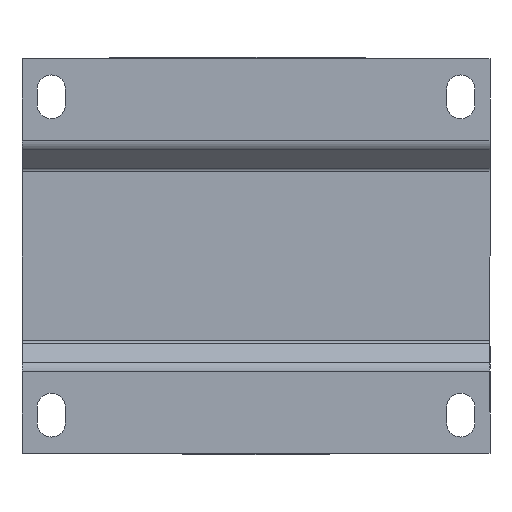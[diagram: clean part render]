
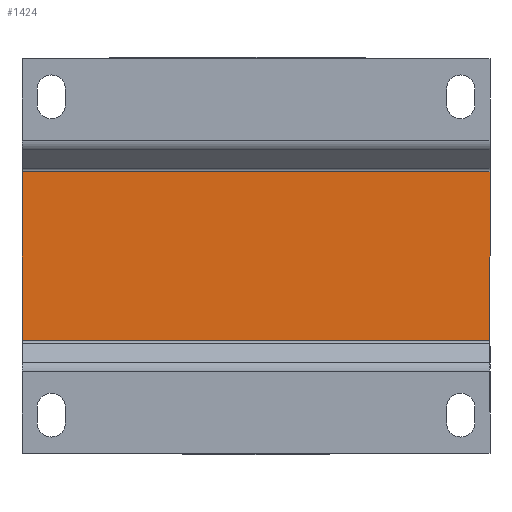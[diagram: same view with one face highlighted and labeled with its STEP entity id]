
A CAD part, front view. The second image highlights one B-rep face of the part: STEP entity #1424.
In plain terms, the highlighted planar face has unit normal (0, -1, 0).
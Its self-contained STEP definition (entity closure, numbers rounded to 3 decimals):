
#20 = LINE ( 'NONE', #7022, #4794 ) ;
#227 = CARTESIAN_POINT ( 'NONE',  ( 48., -41.5, 17.25 ) ) ;
#266 = VECTOR ( 'NONE', #10197, 1000. ) ;
#1172 = DIRECTION ( 'NONE',  ( 1., 0., 0. ) ) ;
#1424 = ADVANCED_FACE ( 'NONE', ( #7845 ), #1786, .F. ) ;
#1425 = VERTEX_POINT ( 'NONE', #4173 ) ;
#1479 = ORIENTED_EDGE ( 'NONE', *, *, #9487, .F. ) ;
#1595 = ORIENTED_EDGE ( 'NONE', *, *, #2973, .T. ) ;
#1686 = CARTESIAN_POINT ( 'NONE',  ( -48., -41.5, -17.25 ) ) ;
#1754 = CARTESIAN_POINT ( 'NONE',  ( 0., -41.5, 0. ) ) ;
#1786 = PLANE ( 'NONE',  #2252 ) ;
#2156 = VERTEX_POINT ( 'NONE', #1686 ) ;
#2176 = VECTOR ( 'NONE', #7363, 1000. ) ;
#2180 = EDGE_CURVE ( 'NONE', #2156, #3109, #4371, .T. ) ;
#2213 = CARTESIAN_POINT ( 'NONE',  ( -48., -41.5, 17.25 ) ) ;
#2220 = DIRECTION ( 'NONE',  ( 1., 0., 0. ) ) ;
#2252 = AXIS2_PLACEMENT_3D ( 'NONE', #1754, #5742, #6636 ) ;
#2813 = CARTESIAN_POINT ( 'NONE',  ( 48., -41.5, -40.5 ) ) ;
#2973 = EDGE_CURVE ( 'NONE', #2156, #1425, #3042, .T. ) ;
#3042 = LINE ( 'NONE', #4377, #4610 ) ;
#3109 = VERTEX_POINT ( 'NONE', #2213 ) ;
#3580 = EDGE_LOOP ( 'NONE', ( #3624, #5100, #1595, #1479 ) ) ;
#3624 = ORIENTED_EDGE ( 'NONE', *, *, #9166, .F. ) ;
#4173 = CARTESIAN_POINT ( 'NONE',  ( 48., -41.5, -17.25 ) ) ;
#4371 = LINE ( 'NONE', #10703, #2176 ) ;
#4377 = CARTESIAN_POINT ( 'NONE',  ( 0., -41.5, -17.25 ) ) ;
#4610 = VECTOR ( 'NONE', #1172, 1000. ) ;
#4647 = VERTEX_POINT ( 'NONE', #227 ) ;
#4794 = VECTOR ( 'NONE', #2220, 1000. ) ;
#5100 = ORIENTED_EDGE ( 'NONE', *, *, #2180, .F. ) ;
#5742 = DIRECTION ( 'NONE',  ( 0., 1., 0. ) ) ;
#6636 = DIRECTION ( 'NONE',  ( -1., 0., 0. ) ) ;
#7022 = CARTESIAN_POINT ( 'NONE',  ( 0., -41.5, 17.25 ) ) ;
#7363 = DIRECTION ( 'NONE',  ( 0., 0., 1. ) ) ;
#7845 = FACE_OUTER_BOUND ( 'NONE', #3580, .T. ) ;
#9166 = EDGE_CURVE ( 'NONE', #3109, #4647, #20, .T. ) ;
#9487 = EDGE_CURVE ( 'NONE', #4647, #1425, #10190, .T. ) ;
#10190 = LINE ( 'NONE', #2813, #266 ) ;
#10197 = DIRECTION ( 'NONE',  ( 0., 0., -1. ) ) ;
#10703 = CARTESIAN_POINT ( 'NONE',  ( -48., -41.5, -40.5 ) ) ;
